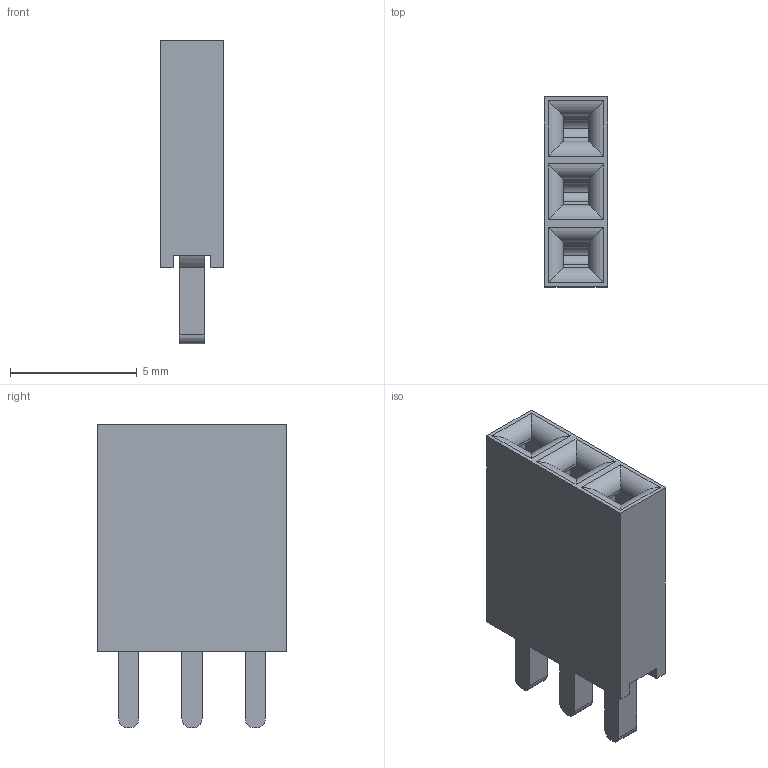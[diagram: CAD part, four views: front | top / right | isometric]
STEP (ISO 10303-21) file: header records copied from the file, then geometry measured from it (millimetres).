
FILE_DESCRIPTION(/* description */ ('','CAx-IF Rec.Pracs.---Representation and Presentation of Product Manufacturing Information (PMI)---4.0---2014-10-13'),/* implementation_level */ '2;1');
FILE_NAME(/* name */ 'Female 3 Pin Header.step',/* time_stamp */ '2025-01-05T14:29:51+05:30',/* author */ (''),/* organization */ (''),/* preprocessor_version */ 'ST-DEVELOPER v20',/* originating_system */ 'Autodesk Translation Framework v13.20.0.188',/* authorisation */ '');
FILE_SCHEMA (('AP242_MANAGED_MODEL_BASED_3D_ENGINEERING_MIM_LF { 1 0 10303 442 1 1 4 }'));
Length unit declared in the file: millimetre
Products named in the file (1): Female Pin Header
Bounding box: 2.5 x 7.5 x 12 mm (x, y, z)
Volume: 113.3 mm3; surface area: 547.1 mm2
Topology: 4 solids, 4 shells, 97 faces, 255 edges, 166 vertices
Faces by surface type: plane 67, cylinder 24, bspline 6
Entity records: 3156 total; most frequent: CARTESIAN_POINT 741, ORIENTED_EDGE 510, DIRECTION 463, EDGE_CURVE 255, LINE 207, VECTOR 207, VERTEX_POINT 166, AXIS2_PLACEMENT_3D 128
